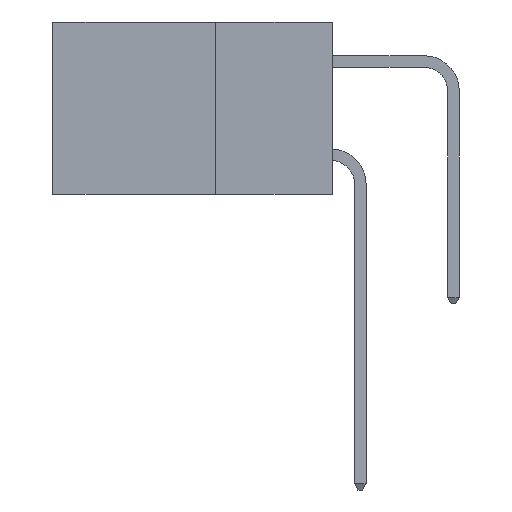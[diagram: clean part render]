
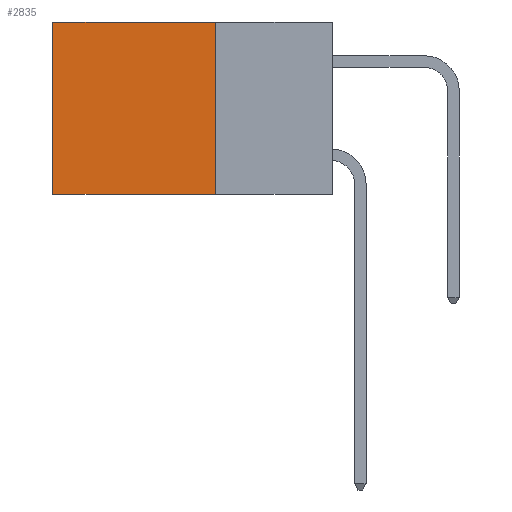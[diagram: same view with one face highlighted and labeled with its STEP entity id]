
A CAD part, left-side view. The second image highlights one B-rep face of the part: STEP entity #2835.
In plain terms, the highlighted planar face has unit normal (-1, 0, 0).
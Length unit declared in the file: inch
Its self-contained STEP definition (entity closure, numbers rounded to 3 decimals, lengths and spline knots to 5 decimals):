
#254 = VECTOR ( 'NONE', #11736, 39.37008 ) ;
#630 = CARTESIAN_POINT ( 'NONE',  ( 0.2615, 0.6, 0. ) ) ;
#2412 = VECTOR ( 'NONE', #10039, 39.37008 ) ;
#2465 = EDGE_LOOP ( 'NONE', ( #5740, #10010, #2906, #6719 ) ) ;
#2488 = VERTEX_POINT ( 'NONE', #12015 ) ;
#2495 = EDGE_CURVE ( 'NONE', #7718, #5386, #12058, .T. ) ;
#2500 = AXIS2_PLACEMENT_3D ( 'NONE', #7198, #6903, #6900 ) ;
#2835 = ADVANCED_FACE ( 'NONE', ( #4534 ), #7167, .F. ) ;
#2906 = ORIENTED_EDGE ( 'NONE', *, *, #2495, .F. ) ;
#4534 = FACE_OUTER_BOUND ( 'NONE', #2465, .T. ) ;
#4647 = CARTESIAN_POINT ( 'NONE',  ( 0.2615, 0.6, -0.37 ) ) ;
#4752 = DIRECTION ( 'NONE',  ( 0., 1., 0. ) ) ;
#5006 = CARTESIAN_POINT ( 'NONE',  ( 0.2615, 0.25, -0.37 ) ) ;
#5386 = VERTEX_POINT ( 'NONE', #8061 ) ;
#5740 = ORIENTED_EDGE ( 'NONE', *, *, #11840, .T. ) ;
#5761 = EDGE_CURVE ( 'NONE', #7718, #8459, #8341, .T. ) ;
#6719 = ORIENTED_EDGE ( 'NONE', *, *, #5761, .T. ) ;
#6900 = DIRECTION ( 'NONE',  ( 0., 0., -1. ) ) ;
#6903 = DIRECTION ( 'NONE',  ( 1., 0., 0. ) ) ;
#7167 = PLANE ( 'NONE',  #2500 ) ;
#7198 = CARTESIAN_POINT ( 'NONE',  ( 0.2615, 0.25, -0.37 ) ) ;
#7718 = VERTEX_POINT ( 'NONE', #10888 ) ;
#7921 = LINE ( 'NONE', #5006, #13708 ) ;
#8061 = CARTESIAN_POINT ( 'NONE',  ( 0.2615, 0.25, -0.37 ) ) ;
#8128 = EDGE_CURVE ( 'NONE', #5386, #2488, #7921, .T. ) ;
#8341 = LINE ( 'NONE', #9912, #2412 ) ;
#8459 = VERTEX_POINT ( 'NONE', #630 ) ;
#9912 = CARTESIAN_POINT ( 'NONE',  ( 0.2615, 0.25, 0. ) ) ;
#10010 = ORIENTED_EDGE ( 'NONE', *, *, #8128, .F. ) ;
#10039 = DIRECTION ( 'NONE',  ( 0., 1., 0. ) ) ;
#10888 = CARTESIAN_POINT ( 'NONE',  ( 0.2615, 0.25, 0. ) ) ;
#11697 = VECTOR ( 'NONE', #11812, 39.37008 ) ;
#11736 = DIRECTION ( 'NONE',  ( 0., 0., -1. ) ) ;
#11812 = DIRECTION ( 'NONE',  ( 0., 0., -1. ) ) ;
#11840 = EDGE_CURVE ( 'NONE', #8459, #2488, #12759, .T. ) ;
#11921 = CARTESIAN_POINT ( 'NONE',  ( 0.2615, 0.25, -0.37 ) ) ;
#12015 = CARTESIAN_POINT ( 'NONE',  ( 0.2615, 0.6, -0.37 ) ) ;
#12058 = LINE ( 'NONE', #11921, #11697 ) ;
#12759 = LINE ( 'NONE', #4647, #254 ) ;
#13708 = VECTOR ( 'NONE', #4752, 39.37008 ) ;
